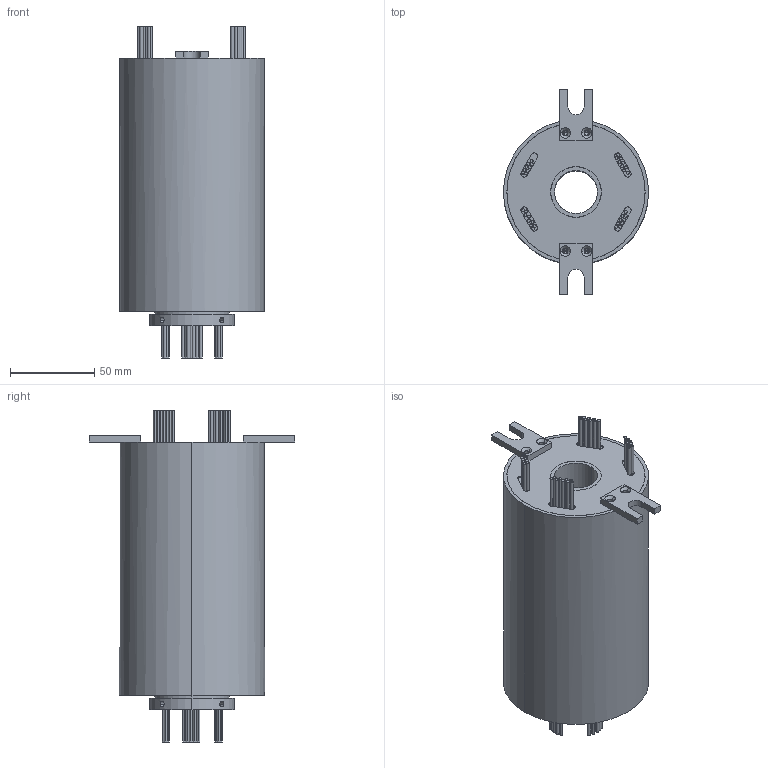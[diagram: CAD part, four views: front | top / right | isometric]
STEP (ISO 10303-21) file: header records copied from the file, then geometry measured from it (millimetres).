
FILE_DESCRIPTION (( 'STEP AP203' ), '1' );
FILE_NAME ('MT2586-P3610.STEP', '2020-09-11T05:41:02', ( '微软用户' ), ( '微软中国' ), 'SwSTEP 2.0', 'SolidWorks 2014', '' );
FILE_SCHEMA (( 'CONFIG_CONTROL_DESIGN' ));
Length unit declared in the file: millimetre
Products named in the file (1): MT2586-P3610
Bounding box: 86 x 122 x 196.8 mm (x, y, z)
Volume: 814168.3 mm3; surface area: 82533.2 mm2
Topology: 1 solids, 1 shells, 363 faces, 794 edges, 516 vertices
Faces by surface type: cylinder 224, plane 123, cone 16
Entity records: 10577 total; most frequent: CARTESIAN_POINT 2090, DIRECTION 1950, ORIENTED_EDGE 1572, AXIS2_PLACEMENT_3D 816, EDGE_CURVE 786, VERTEX_POINT 516, EDGE_LOOP 468, CIRCLE 452
